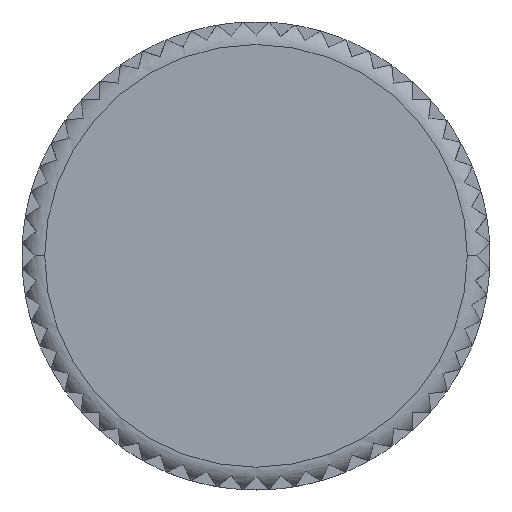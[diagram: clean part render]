
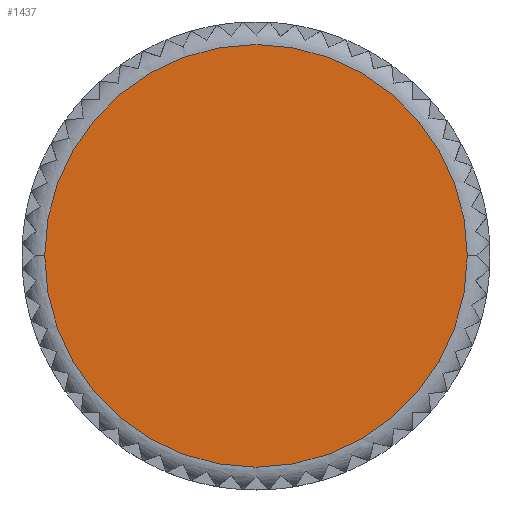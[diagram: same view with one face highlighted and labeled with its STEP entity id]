
A CAD part, top view. The second image highlights one B-rep face of the part: STEP entity #1437.
In plain terms, the highlighted planar face has unit normal (0, 0, 1).
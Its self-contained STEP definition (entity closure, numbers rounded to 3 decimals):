
#1437=ADVANCED_FACE('',(#3819),#3820,.T.);
#2109=VERTEX_POINT('',#4548);
#2139=EDGE_CURVE('',#3291,#2109,#4581,.T.);
#3213=EDGE_CURVE('',#2109,#3291,#5769,.T.);
#3291=VERTEX_POINT('',#5850);
#3819=FACE_OUTER_BOUND('',#6668,.T.);
#3820=PLANE('',#6669);
#4548=CARTESIAN_POINT('',(-14.0,0.,35.0));
#4581=CIRCLE('',#8289,14.0);
#5769=CIRCLE('',#10568,14.0);
#5850=CARTESIAN_POINT('',(14.0,0.,35.0));
#6668=EDGE_LOOP('',(#11580,#11581));
#6669=AXIS2_PLACEMENT_3D('',#11582,#11583,#11584);
#8289=AXIS2_PLACEMENT_3D('',#12272,#12273,#12274);
#10568=AXIS2_PLACEMENT_3D('',#13764,#13765,#13766);
#11580=ORIENTED_EDGE('',*,*,#3213,.T.);
#11581=ORIENTED_EDGE('',*,*,#2139,.T.);
#11582=CARTESIAN_POINT('',(-7.0,0.,35.0));
#11583=DIRECTION('',(0.0,0.0,1.0));
#11584=DIRECTION('',(-1.0,0.,0.0));
#12272=CARTESIAN_POINT('',(0.0,0.,35.0));
#12273=DIRECTION('',(0.0,0.0,1.0));
#12274=DIRECTION('',(-1.0,0.,0.0));
#13764=CARTESIAN_POINT('',(0.0,0.,35.0));
#13765=DIRECTION('',(0.0,0.0,1.0));
#13766=DIRECTION('',(-1.0,0.,0.0));
